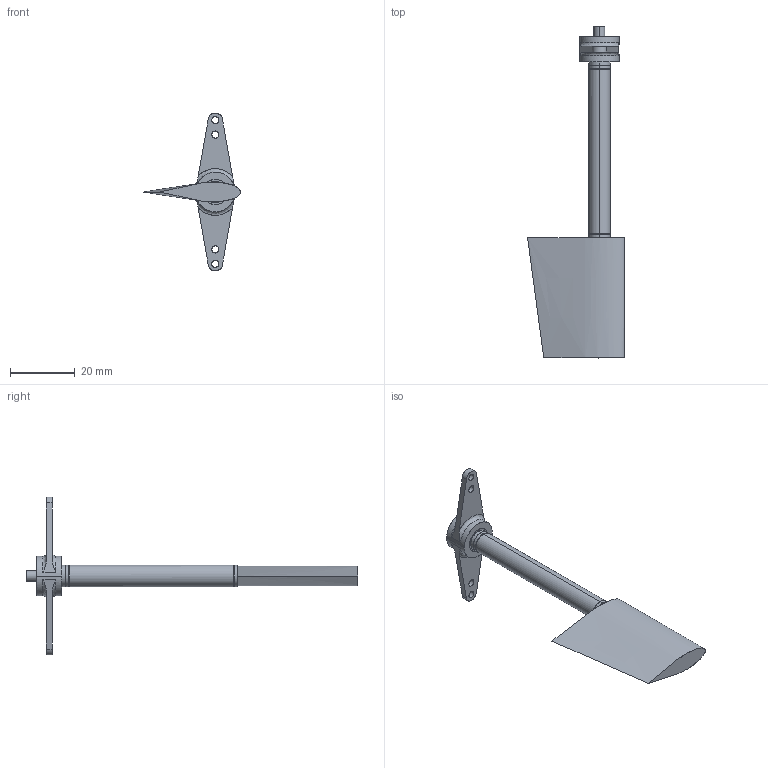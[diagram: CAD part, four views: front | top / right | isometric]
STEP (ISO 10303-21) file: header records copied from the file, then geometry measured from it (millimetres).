
FILE_DESCRIPTION(('FreeCAD Model'),'2;1');
FILE_NAME('Open CASCADE Shape Model','2025-05-03T10:22:29',('FreeCAD'),( 'FreeCAD'),'Open CASCADE STEP processor 7.6','FreeCAD','Unknown');
FILE_SCHEMA(('AUTOMOTIVE_DESIGN { 1 0 10303 214 1 1 1 1 }'));
Length unit declared in the file: millimetre
Products named in the file (1): Open CASCADE STEP translator 7.6 1
Bounding box: 29.94 x 102.57 x 48.79 mm (x, y, z)
Surface area: 6587.8 mm2 (no closed solid volume)
Topology: 0 solids, 71 shells, 71 faces, 1752 edges, 1752 vertices
Faces by surface type: bspline 71
Entity records: 15676 total; most frequent: CARTESIAN_POINT 8319, ORIENTED_EDGE 1752, EDGE_CURVE 1752, VERTEX_POINT 1752, B_SPLINE_CURVE_WITH_KNOTS 1664, FACE_BOUND 92, EDGE_LOOP 92, SHELL_BASED_SURFACE_MODEL 71
